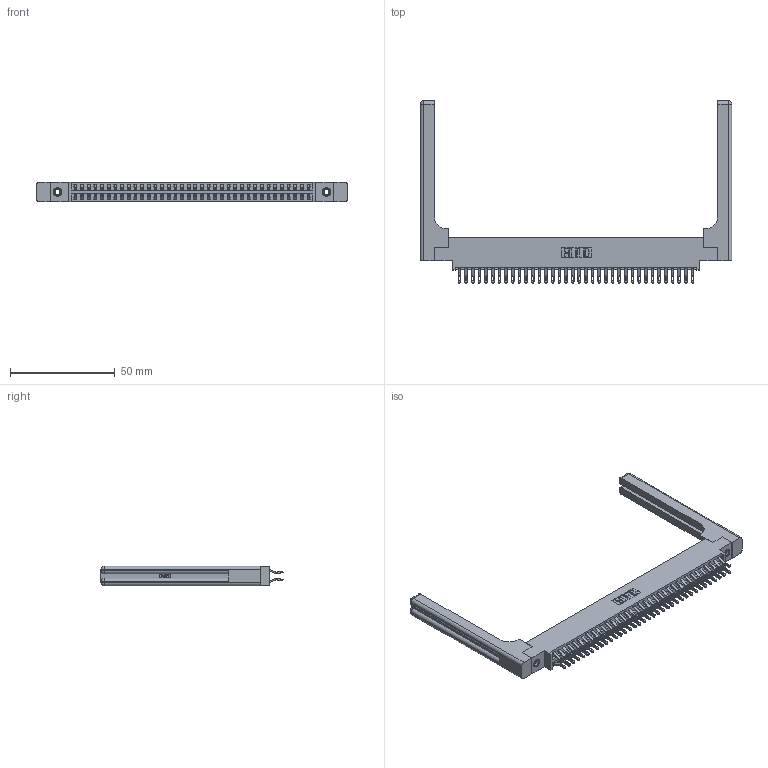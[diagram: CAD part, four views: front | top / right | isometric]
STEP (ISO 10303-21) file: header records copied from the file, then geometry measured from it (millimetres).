
FILE_DESCRIPTION (( 'STEP AP203' ), '1' );
FILE_NAME ('396-072-555-858.STEP', '2019-11-02T11:19:38', ( '' ), ( '' ), 'SwSTEP 2.0', 'SolidWorks 2016', '' );
FILE_SCHEMA (( 'CONFIG_CONTROL_DESIGN' ));
Length unit declared in the file: inch
Products named in the file (5): 345-292-001_555 Tail; 345-250-001_345-250-001-102; 346-220-058_345-220-058; 396-072-555-858; 346 Part_0.170 Offset - 0.156 Dia-TH
Assembly tree (77 placements, depth 2):
  396-072-555-858
    346 Part_0.170 Offset - 0.156 Dia-TH
    345-292-001_555 Tail  x72
    345-250-001_345-250-001-102  x2
    346-220-058_345-220-058  x2
Bounding box: 148.36 x 86.74 x 9.4 mm (x, y, z)
Volume: 21968.9 mm3; surface area: 25699 mm2
Topology: 77 solids, 77 shells, 4558 faces, 14183 edges, 9434 vertices
Faces by surface type: plane 2604, cylinder 1894, bspline 36, cone 12, sphere 8, torus 4
Entity records: 29942 total; most frequent: CARTESIAN_POINT 5987, ORIENTED_EDGE 4688, DIRECTION 4228, EDGE_CURVE 2344, VECTOR 1956, LINE 1956, VERTEX_POINT 1554, AXIS2_PLACEMENT_3D 1136
